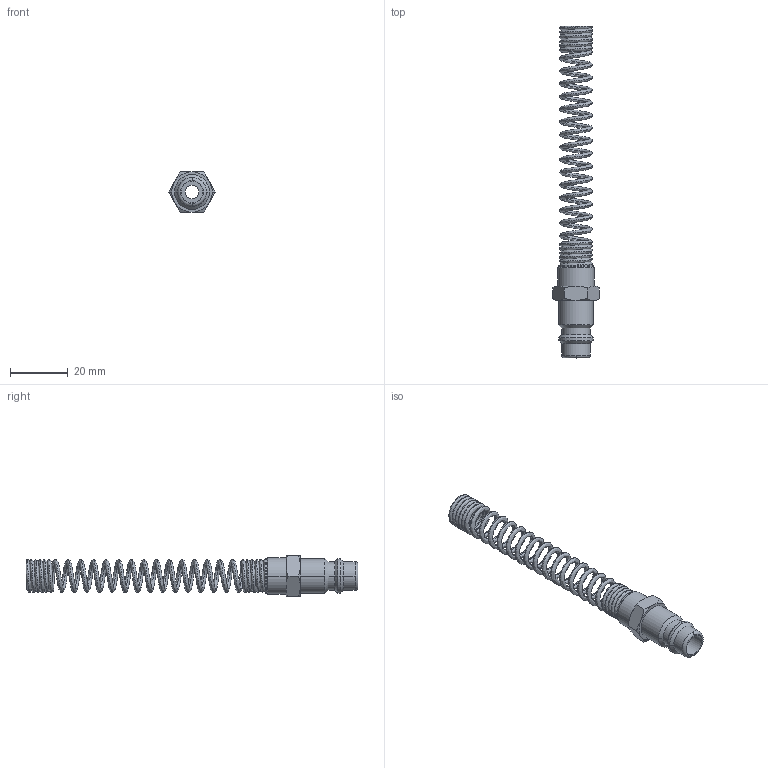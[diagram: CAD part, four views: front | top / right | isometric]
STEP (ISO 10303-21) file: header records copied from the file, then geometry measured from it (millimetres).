
FILE_DESCRIPTION(('STEP AP214'),'1');
FILE_NAME('esn_6_sqf.stp','2020-03-05T08:46:31',('TraceParts'),('TraceParts S.A.'),'Spatial InterOp 3D',' ',' ');
FILE_SCHEMA(('automotive_design'));
Length unit declared in the file: millimetre
Products named in the file (1): 1
Bounding box: 16.17 x 115 x 14 mm (x, y, z)
Volume: 3939.9 mm3; surface area: 6093.3 mm2
Topology: 1 solids, 1 shells, 60 faces, 126 edges, 73 vertices
Faces by surface type: cone 24, cylinder 18, plane 14, bspline 2, torus 2
Entity records: 33604 total; most frequent: CARTESIAN_POINT 31866, DIRECTION 275, ORIENTED_EDGE 252, EDGE_CURVE 126, AXIS2_PLACEMENT_3D 119, VERTEX_POINT 73, EDGE_LOOP 67, STYLED_ITEM 60
